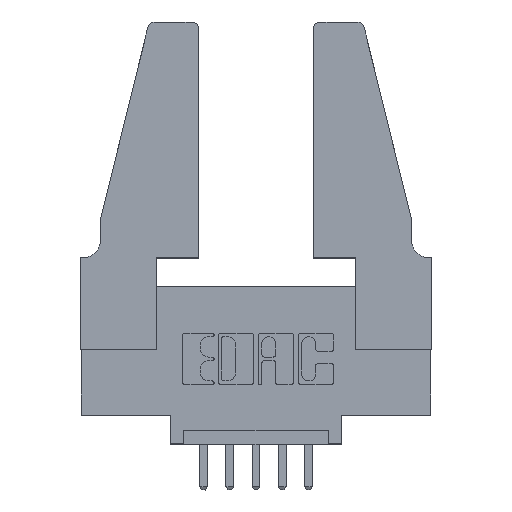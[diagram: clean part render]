
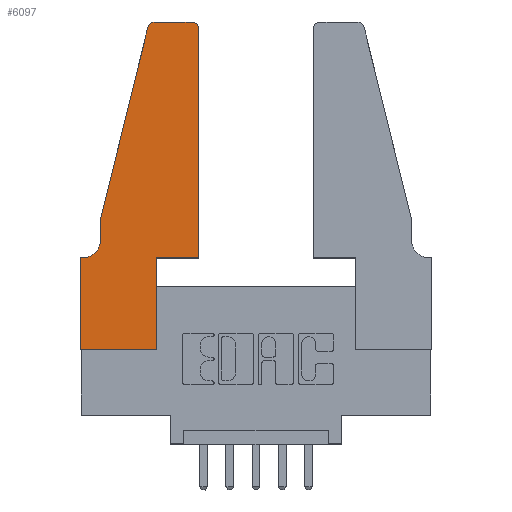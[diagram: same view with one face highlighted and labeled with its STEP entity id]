
A CAD part, top view. The second image highlights one B-rep face of the part: STEP entity #6097.
In plain terms, the highlighted planar face has unit normal (0, 0, 1).
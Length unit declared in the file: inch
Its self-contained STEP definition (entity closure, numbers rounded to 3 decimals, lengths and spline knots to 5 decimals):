
#36 = ORIENTED_EDGE ( 'NONE', *, *, #955, .T. ) ;
#119 = DIRECTION ( 'NONE',  ( 0., -1., 0. ) ) ;
#185 = EDGE_CURVE ( 'NONE', #3084, #8147, #2282, .T. ) ;
#625 = CARTESIAN_POINT ( 'NONE',  ( 0.4505, 0.35, 0.37 ) ) ;
#893 = VERTEX_POINT ( 'NONE', #8167 ) ;
#901 = PLANE ( 'NONE',  #1075 ) ;
#949 = DIRECTION ( 'NONE',  ( 0., 1., 0. ) ) ;
#955 = EDGE_CURVE ( 'NONE', #4892, #8722, #7079, .T. ) ;
#985 = CARTESIAN_POINT ( 'NONE',  ( 0.4505, 1.22, 0.37 ) ) ;
#1002 = CIRCLE ( 'NONE', #7416, 0.03 ) ;
#1075 = AXIS2_PLACEMENT_3D ( 'NONE', #4366, #3610, #9725 ) ;
#1085 = CARTESIAN_POINT ( 'NONE',  ( 0., 0., 0.37 ) ) ;
#1126 = VERTEX_POINT ( 'NONE', #1085 ) ;
#1339 = CARTESIAN_POINT ( 'NONE',  ( 0.284, 1.25, 0.37 ) ) ;
#1425 = VERTEX_POINT ( 'NONE', #625 ) ;
#1722 = EDGE_CURVE ( 'NONE', #893, #1425, #7164, .T. ) ;
#1858 = CARTESIAN_POINT ( 'NONE',  ( 0.2865, 0.35, 0.37 ) ) ;
#1980 = VERTEX_POINT ( 'NONE', #1339 ) ;
#2049 = EDGE_CURVE ( 'NONE', #1126, #3690, #6198, .T. ) ;
#2282 = LINE ( 'NONE', #8429, #9921 ) ;
#2479 = CARTESIAN_POINT ( 'NONE',  ( 0.0755, 0.5, 0.37 ) ) ;
#2534 = CARTESIAN_POINT ( 'NONE',  ( 0.2605, 1.25, 0.37 ) ) ;
#2666 = VECTOR ( 'NONE', #119, 39.37008 ) ;
#2761 = ORIENTED_EDGE ( 'NONE', *, *, #185, .T. ) ;
#2998 = VERTEX_POINT ( 'NONE', #3274 ) ;
#3034 = CARTESIAN_POINT ( 'NONE',  ( 0.284, 1.22, 0.37 ) ) ;
#3084 = VERTEX_POINT ( 'NONE', #5268 ) ;
#3264 = AXIS2_PLACEMENT_3D ( 'NONE', #9970, #5659, #8322 ) ;
#3274 = CARTESIAN_POINT ( 'NONE',  ( 0.0755, 0.42, 0.37 ) ) ;
#3459 = DIRECTION ( 'NONE',  ( 0., 0., 1. ) ) ;
#3589 = ORIENTED_EDGE ( 'NONE', *, *, #1722, .T. ) ;
#3610 = DIRECTION ( 'NONE',  ( 0., 0., 1. ) ) ;
#3636 = ORIENTED_EDGE ( 'NONE', *, *, #6826, .T. ) ;
#3644 = EDGE_CURVE ( 'NONE', #6748, #2998, #10351, .T. ) ;
#3690 = VERTEX_POINT ( 'NONE', #7748 ) ;
#3727 = EDGE_CURVE ( 'NONE', #1425, #4892, #7252, .T. ) ;
#3922 = DIRECTION ( 'NONE',  ( 0., 1., 0. ) ) ;
#4130 = CARTESIAN_POINT ( 'NONE',  ( 0.0755, 0.5, 0.37 ) ) ;
#4224 = ORIENTED_EDGE ( 'NONE', *, *, #3727, .T. ) ;
#4236 = LINE ( 'NONE', #6705, #10840 ) ;
#4306 = VERTEX_POINT ( 'NONE', #10079 ) ;
#4366 = CARTESIAN_POINT ( 'NONE',  ( 0., 0.35, 0.37 ) ) ;
#4501 = CARTESIAN_POINT ( 'NONE',  ( 0., 0., 0.37 ) ) ;
#4892 = VERTEX_POINT ( 'NONE', #985 ) ;
#4897 = VECTOR ( 'NONE', #9593, 39.37008 ) ;
#4978 = VECTOR ( 'NONE', #3922, 39.37008 ) ;
#5001 = EDGE_CURVE ( 'NONE', #8147, #1126, #8035, .T. ) ;
#5259 = ORIENTED_EDGE ( 'NONE', *, *, #7858, .T. ) ;
#5268 = CARTESIAN_POINT ( 'NONE',  ( 0.0055, 0.35, 0.37 ) ) ;
#5498 = ORIENTED_EDGE ( 'NONE', *, *, #9500, .T. ) ;
#5611 = AXIS2_PLACEMENT_3D ( 'NONE', #7626, #3459, #9538 ) ;
#5659 = DIRECTION ( 'NONE',  ( 0., 0., -1. ) ) ;
#5797 = CARTESIAN_POINT ( 'NONE',  ( 0., 0.35, 0.37 ) ) ;
#5826 = DIRECTION ( 'NONE',  ( -0.239, -0.971, 0. ) ) ;
#5839 = LINE ( 'NONE', #2534, #6088 ) ;
#5916 = DIRECTION ( 'NONE',  ( 0., -1., 0. ) ) ;
#6087 = ORIENTED_EDGE ( 'NONE', *, *, #8048, .T. ) ;
#6088 = VECTOR ( 'NONE', #7635, 39.37008 ) ;
#6097 = ADVANCED_FACE ( 'NONE', ( #8283 ), #901, .T. ) ;
#6127 = CARTESIAN_POINT ( 'NONE',  ( 0.4205, 1.25, 0.37 ) ) ;
#6160 = ORIENTED_EDGE ( 'NONE', *, *, #5001, .T. ) ;
#6198 = LINE ( 'NONE', #8326, #9166 ) ;
#6513 = DIRECTION ( 'NONE',  ( 1., 0., 0. ) ) ;
#6621 = EDGE_CURVE ( 'NONE', #1980, #4306, #1002, .T. ) ;
#6705 = CARTESIAN_POINT ( 'NONE',  ( 0.0755, 0.5, 0.37 ) ) ;
#6748 = VERTEX_POINT ( 'NONE', #4130 ) ;
#6826 = EDGE_CURVE ( 'NONE', #4306, #6748, #4236, .T. ) ;
#7079 = CIRCLE ( 'NONE', #5611, 0.03 ) ;
#7164 = LINE ( 'NONE', #8609, #4897 ) ;
#7219 = CARTESIAN_POINT ( 'NONE',  ( 0.4505, 0.35, 0.37 ) ) ;
#7252 = LINE ( 'NONE', #7219, #4978 ) ;
#7390 = VECTOR ( 'NONE', #5916, 39.37008 ) ;
#7416 = AXIS2_PLACEMENT_3D ( 'NONE', #3034, #8290, #6513 ) ;
#7626 = CARTESIAN_POINT ( 'NONE',  ( 0.4205, 1.22, 0.37 ) ) ;
#7635 = DIRECTION ( 'NONE',  ( -1., 0., 0. ) ) ;
#7720 = CIRCLE ( 'NONE', #3264, 0.07 ) ;
#7748 = CARTESIAN_POINT ( 'NONE',  ( 0.2865, 0., 0.37 ) ) ;
#7858 = EDGE_CURVE ( 'NONE', #2998, #3084, #7720, .T. ) ;
#7955 = LINE ( 'NONE', #1858, #10092 ) ;
#8035 = LINE ( 'NONE', #4501, #2666 ) ;
#8048 = EDGE_CURVE ( 'NONE', #8722, #1980, #5839, .T. ) ;
#8147 = VERTEX_POINT ( 'NONE', #5797 ) ;
#8167 = CARTESIAN_POINT ( 'NONE',  ( 0.2865, 0.35, 0.37 ) ) ;
#8283 = FACE_OUTER_BOUND ( 'NONE', #9791, .T. ) ;
#8290 = DIRECTION ( 'NONE',  ( 0., 0., 1. ) ) ;
#8322 = DIRECTION ( 'NONE',  ( -1., 0., 0. ) ) ;
#8326 = CARTESIAN_POINT ( 'NONE',  ( 0., 0., 0.37 ) ) ;
#8429 = CARTESIAN_POINT ( 'NONE',  ( 0.0755, 0.35, 0.37 ) ) ;
#8609 = CARTESIAN_POINT ( 'NONE',  ( 0.4505, 0.35, 0.37 ) ) ;
#8722 = VERTEX_POINT ( 'NONE', #6127 ) ;
#9151 = ORIENTED_EDGE ( 'NONE', *, *, #6621, .T. ) ;
#9166 = VECTOR ( 'NONE', #10115, 39.37008 ) ;
#9500 = EDGE_CURVE ( 'NONE', #3690, #893, #7955, .T. ) ;
#9538 = DIRECTION ( 'NONE',  ( 1., 0., 0. ) ) ;
#9593 = DIRECTION ( 'NONE',  ( 1., 0., 0. ) ) ;
#9725 = DIRECTION ( 'NONE',  ( 1., 0., 0. ) ) ;
#9791 = EDGE_LOOP ( 'NONE', ( #6087, #9151, #3636, #10088, #5259, #2761, #6160, #10110, #5498, #3589, #4224, #36 ) ) ;
#9921 = VECTOR ( 'NONE', #10117, 39.37008 ) ;
#9970 = CARTESIAN_POINT ( 'NONE',  ( 0.0055, 0.42, 0.37 ) ) ;
#10079 = CARTESIAN_POINT ( 'NONE',  ( 0.25487, 1.22718, 0.37 ) ) ;
#10088 = ORIENTED_EDGE ( 'NONE', *, *, #3644, .T. ) ;
#10092 = VECTOR ( 'NONE', #949, 39.37008 ) ;
#10110 = ORIENTED_EDGE ( 'NONE', *, *, #2049, .T. ) ;
#10115 = DIRECTION ( 'NONE',  ( 1., 0., 0. ) ) ;
#10117 = DIRECTION ( 'NONE',  ( -1., 0., 0. ) ) ;
#10351 = LINE ( 'NONE', #2479, #7390 ) ;
#10840 = VECTOR ( 'NONE', #5826, 39.37008 ) ;
